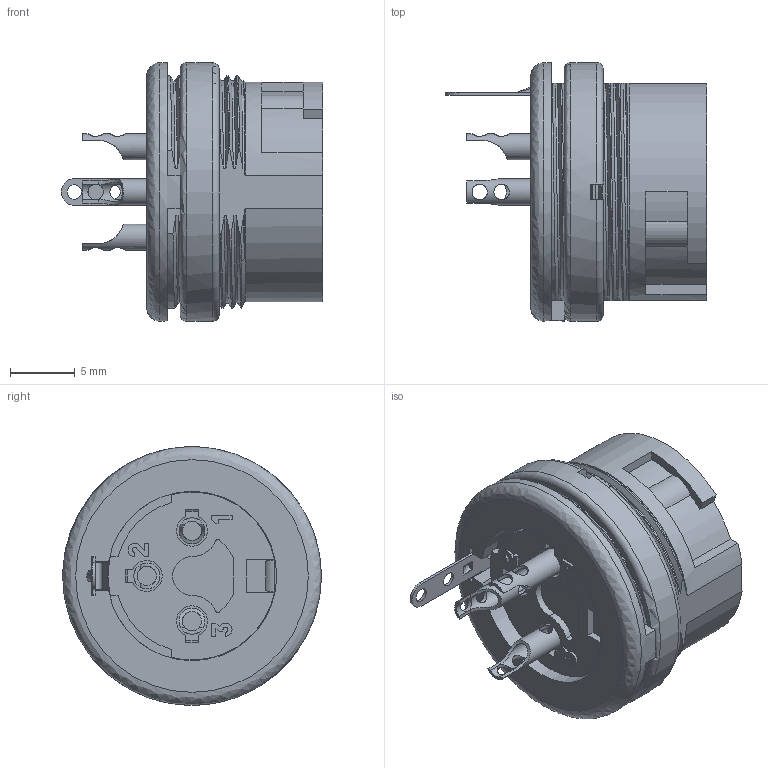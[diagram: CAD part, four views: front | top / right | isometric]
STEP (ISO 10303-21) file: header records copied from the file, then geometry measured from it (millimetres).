
FILE_DESCRIPTION(/* description */ (''),/* implementation_level */ '2;1');
FILE_NAME(/* name */ 't 3277 100 unxc001-01.stp',/* time_stamp */ '2019-07-08T15:41:24+02:00',/* author */ (''),/* organization */ (''),/* preprocessor_version */ 'ST-DEVELOPER v16.7',/* originating_system */ 'SIEMENS PLM Software NX 12.0',/* authorisation */ '');
FILE_SCHEMA (('AUTOMOTIVE_DESIGN { 1 0 10303 214 3 1 1 1 }'));
Length unit declared in the file: millimetre
Products named in the file (1): t 3277 100 unxc001-01
Bounding box: 20.2 x 20 x 20 mm (x, y, z)
Volume: 2708.1 mm3; surface area: 3061.2 mm2
Topology: 1 solids, 1 shells, 335 faces, 1050 edges, 695 vertices
Faces by surface type: plane 166, cylinder 113, bspline 39, cone 10, sphere 4, torus 3
Full cylindrical faces by diameter (mm): 1 x3, 1.1 x2, 1.2 x6, 1.5 x3, 2 x5, 11.8 x1, 18.3 x1, 20 x2
Entity records: 29355 total; most frequent: CARTESIAN_POINT 19906, ORIENTED_EDGE 1994, DIRECTION 1470, EDGE_CURVE 997, VERTEX_POINT 678, LINE 520, VECTOR 520, AXIS2_PLACEMENT_3D 475
